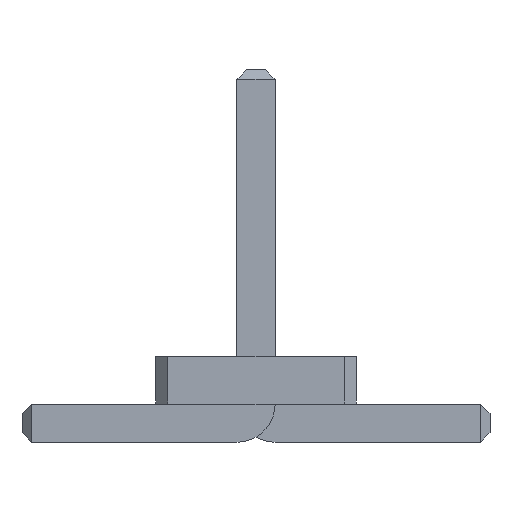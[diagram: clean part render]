
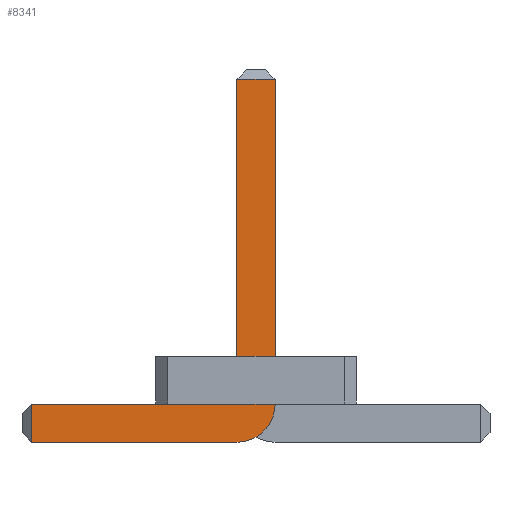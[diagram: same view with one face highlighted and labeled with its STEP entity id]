
A CAD part, front view. The second image highlights one B-rep face of the part: STEP entity #8341.
In plain terms, the highlighted planar face has unit normal (0, -1, 0).
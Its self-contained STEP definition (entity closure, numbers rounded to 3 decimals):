
#56=DIRECTION('',(0.,-1.,0.));
#67=DIRECTION('',(1.,0.,0.));
#1751=VECTOR('',#67,1.);
#1804=DIRECTION('',(-1.,0.,0.));
#3485=VECTOR('',#1804,1.);
#3721=DIRECTION('',(0.,0.,-1.));
#3740=VECTOR('',#3721,1.);
#8172=VECTOR('',#8173,1.);
#8173=DIRECTION('',(0.,0.,1.));
#8195=DIRECTION('',(-0.,-1.,-0.));
#8202=VERTEX_POINT('',#8203);
#8203=CARTESIAN_POINT('',(-2.35,-18.615,0.));
#8206=ORIENTED_EDGE('',*,*,#8207,.T.);
#8207=EDGE_CURVE('',#8202,#8208,#8210,.T.);
#8208=VERTEX_POINT('',#8209);
#8209=CARTESIAN_POINT('',(-0.2,-18.615,0.));
#8210=LINE('',#8211,#1751);
#8211=CARTESIAN_POINT('',(-2.45,-18.615,0.));
#8243=VERTEX_POINT('',#8244);
#8244=CARTESIAN_POINT('',(0.2,-18.615,0.4));
#8247=EDGE_CURVE('',#8208,#8243,#8248,.T.);
#8248=CIRCLE('',#8249,0.4);
#8249=AXIS2_PLACEMENT_3D('',#8250,#56,#3721);
#8250=CARTESIAN_POINT('',(-0.2,-18.615,0.4));
#8258=VERTEX_POINT('',#8250);
#8260=ORIENTED_EDGE('',*,*,#8261,.T.);
#8261=EDGE_CURVE('',#8258,#8262,#8264,.T.);
#8262=VERTEX_POINT('',#8263);
#8263=CARTESIAN_POINT('',(-2.35,-18.615,0.4));
#8264=LINE('',#8250,#3485);
#8274=ORIENTED_EDGE('',*,*,#8275,.T.);
#8275=EDGE_CURVE('',#8243,#8276,#8278,.T.);
#8276=VERTEX_POINT('',#8277);
#8277=CARTESIAN_POINT('',(0.2,-18.615,3.8));
#8278=LINE('',#8279,#8172);
#8279=CARTESIAN_POINT('',(0.2,-18.615,0.));
#8292=VERTEX_POINT('',#8293);
#8293=CARTESIAN_POINT('',(-0.2,-18.615,3.8));
#8295=ORIENTED_EDGE('',*,*,#8296,.T.);
#8296=EDGE_CURVE('',#8292,#8258,#8297,.T.);
#8297=LINE('',#8298,#3740);
#8298=CARTESIAN_POINT('',(-0.2,-18.615,3.9));
#8341=ADVANCED_FACE('',(#8342),#8351,.T.);
#8342=FACE_BOUND('',#8343,.T.);
#8343=EDGE_LOOP('',(#8206,#8344,#8274,#8345,#8295,#8260,#8348));
#8344=ORIENTED_EDGE('',*,*,#8247,.T.);
#8345=ORIENTED_EDGE('',*,*,#8346,.T.);
#8346=EDGE_CURVE('',#8276,#8292,#8347,.T.);
#8347=LINE('',#8277,#3485);
#8348=ORIENTED_EDGE('',*,*,#8349,.T.);
#8349=EDGE_CURVE('',#8262,#8202,#8350,.T.);
#8350=LINE('',#8263,#3740);
#8351=PLANE('',#8352);
#8352=AXIS2_PLACEMENT_3D('',#8353,#8195,#3721);
#8353=CARTESIAN_POINT('',(-0.524,-18.615,1.349));
